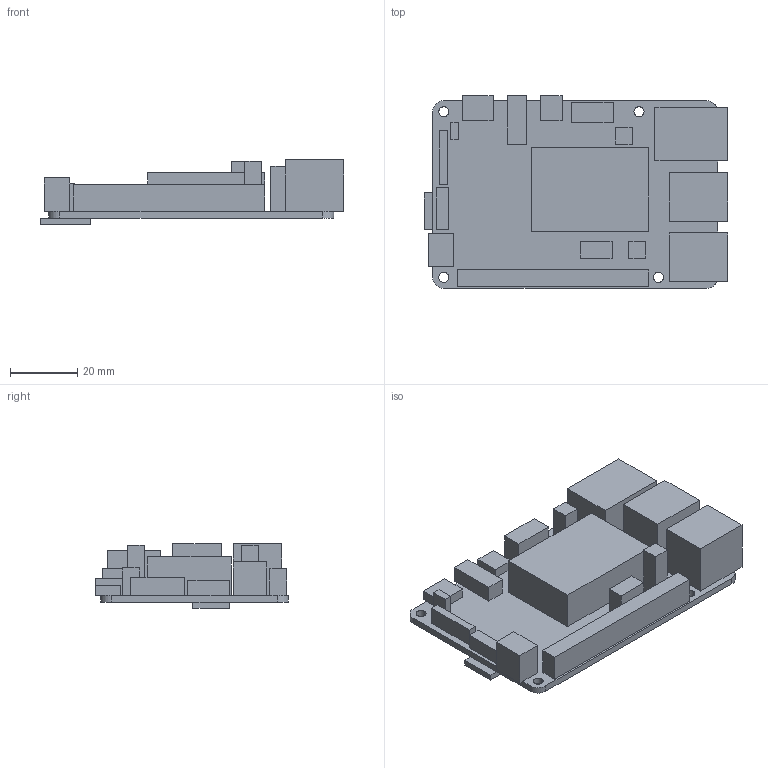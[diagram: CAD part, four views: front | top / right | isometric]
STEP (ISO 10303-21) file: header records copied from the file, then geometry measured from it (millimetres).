
FILE_DESCRIPTION (( 'STEP AP214' ), '1' );
FILE_NAME ('BTT PI.STEP', '2025-09-18T19:08:17', ( '' ), ( '' ), 'SwSTEP 2.0', 'SolidWorks 2024', '' );
FILE_SCHEMA (( 'AUTOMOTIVE_DESIGN' ));
Length unit declared in the file: millimetre
Products named in the file (1): BTT PI
Bounding box: 90.5 x 57.5 x 19.2 mm (x, y, z)
Volume: 38347.2 mm3; surface area: 18275.7 mm2
Topology: 1 solids, 1 shells, 111 faces, 284 edges, 184 vertices
Faces by surface type: plane 99, cylinder 12
Entity records: 3401 total; most frequent: CARTESIAN_POINT 580, ORIENTED_EDGE 568, DIRECTION 534, EDGE_CURVE 284, LINE 258, VECTOR 258, VERTEX_POINT 184, AXIS2_PLACEMENT_3D 138
